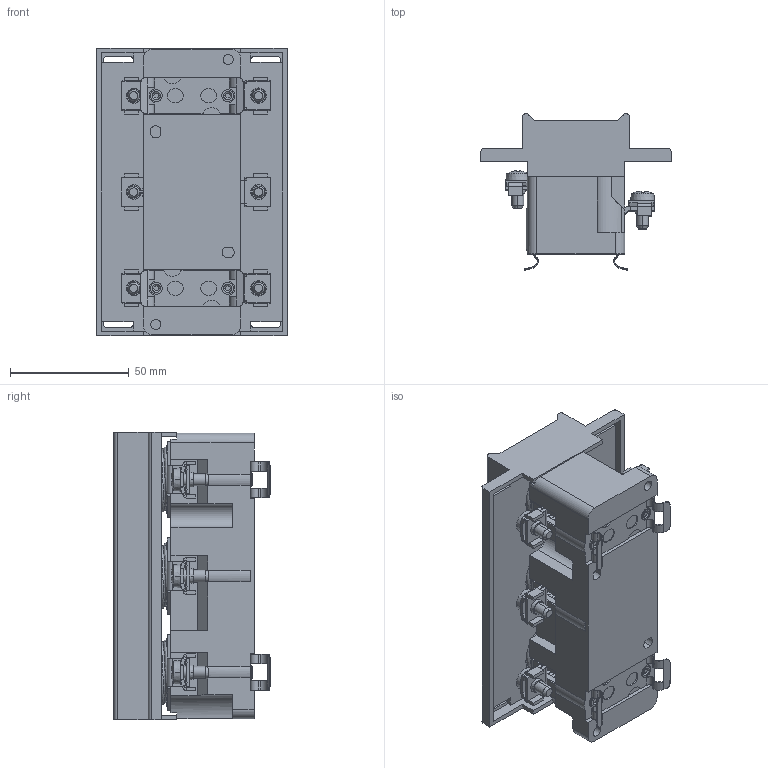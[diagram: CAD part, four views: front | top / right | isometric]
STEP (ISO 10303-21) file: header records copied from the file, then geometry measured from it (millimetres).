
FILE_DESCRIPTION((''),'2;1');
FILE_NAME('AAA_ASM','2021-11-08T',('marketing.praksa'),('Audax d.o.o.'),'CREO PARAMETRIC BY PTC INC, 2017480','CREO PARAMETRIC BY PTC INC, 2017480','');
FILE_SCHEMA(('AUTOMOTIVE_DESIGN { 1 0 10303 214 1 1 1 1 }'));
Products named in the file (10): PRT9562; PRT9563; PRT9564; PRT9565; PRT9566; PRT9567; PRT9568; PRT9569; PRT9570; AAA_ASM
Assembly tree (9 placements, depth 2):
  AAA_ASM
    PRT9562
    PRT9563
    PRT9564
    PRT9565
    PRT9566
    PRT9567
    PRT9568
    PRT9569
    PRT9570
Bounding box: 80 x 65.75 x 121 mm (x, y, z)
Volume: 177751.6 mm3; surface area: 78961.9 mm2
Topology: 31 solids, 31 shells, 1246 faces, 3589 edges, 2405 vertices
Faces by surface type: plane 801, cylinder 305, cone 72, bspline 36, torus 20, sphere 12
Entity records: 86713 total; most frequent: CARTESIAN_POINT 33431, ORIENTED_EDGE 7154, DIRECTION 6651, PRESENTATION_STYLE_ASSIGNMENT 4854, STYLED_ITEM 4854, CURVE_STYLE 3577, EDGE_CURVE 3577, VERTEX_POINT 2405
